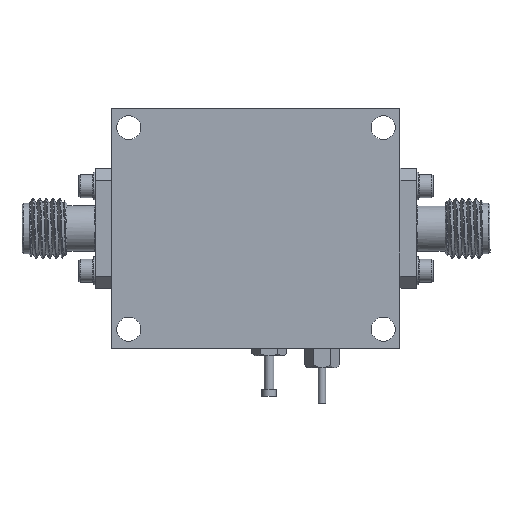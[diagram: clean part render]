
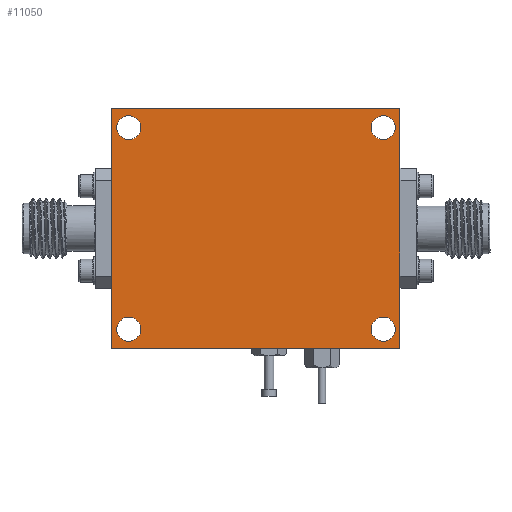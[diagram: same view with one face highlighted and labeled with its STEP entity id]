
A CAD part, front view. The second image highlights one B-rep face of the part: STEP entity #11050.
In plain terms, the highlighted planar face has unit normal (0, -1, 0).
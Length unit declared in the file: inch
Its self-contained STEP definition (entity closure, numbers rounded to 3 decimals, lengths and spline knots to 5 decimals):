
#44 = EDGE_CURVE ( 'NONE', #6610, #6610, #6717, .T. ) ;
#499 = DIRECTION ( 'NONE',  ( 0., 0., -1. ) ) ;
#913 = AXIS2_PLACEMENT_3D ( 'NONE', #3056, #13185, #13055 ) ;
#1094 = VERTEX_POINT ( 'NONE', #1440 ) ;
#1155 = AXIS2_PLACEMENT_3D ( 'NONE', #12310, #11321, #7456 ) ;
#1440 = CARTESIAN_POINT ( 'NONE',  ( -0.6, -0.2, -0.5 ) ) ;
#2010 = CIRCLE ( 'NONE', #913, 0.05 ) ;
#2038 = AXIS2_PLACEMENT_3D ( 'NONE', #10559, #9689, #9550 ) ;
#2104 = CARTESIAN_POINT ( 'NONE',  ( 0.53, -0.2, 0.47 ) ) ;
#2289 = CARTESIAN_POINT ( 'NONE',  ( -0.6, -0.2, 0.5 ) ) ;
#2360 = DIRECTION ( 'NONE',  ( 0., -1., 0. ) ) ;
#2366 = CARTESIAN_POINT ( 'NONE',  ( -0.53, -0.2, -0.37 ) ) ;
#2428 = FACE_BOUND ( 'NONE', #13151, .T. ) ;
#2630 = DIRECTION ( 'NONE',  ( 1., 0., 0. ) ) ;
#2715 = ORIENTED_EDGE ( 'NONE', *, *, #3306, .F. ) ;
#2981 = VERTEX_POINT ( 'NONE', #8461 ) ;
#3056 = CARTESIAN_POINT ( 'NONE',  ( 0.53, -0.2, 0.42 ) ) ;
#3223 = DIRECTION ( 'NONE',  ( 0., 0., 1. ) ) ;
#3306 = EDGE_CURVE ( 'NONE', #2981, #1094, #5533, .T. ) ;
#3445 = CARTESIAN_POINT ( 'NONE',  ( -0.6, -0.2, -0.5 ) ) ;
#3570 = EDGE_CURVE ( 'NONE', #1094, #13011, #12351, .T. ) ;
#3637 = FACE_BOUND ( 'NONE', #8011, .T. ) ;
#3668 = DIRECTION ( 'NONE',  ( 0., 0., 1. ) ) ;
#4181 = VERTEX_POINT ( 'NONE', #2366 ) ;
#4217 = EDGE_CURVE ( 'NONE', #13011, #8119, #7831, .T. ) ;
#4580 = PLANE ( 'NONE',  #5198 ) ;
#4985 = VECTOR ( 'NONE', #3223, 39.37008 ) ;
#5198 = AXIS2_PLACEMENT_3D ( 'NONE', #10501, #2360, #499 ) ;
#5533 = LINE ( 'NONE', #3445, #11626 ) ;
#5696 = DIRECTION ( 'NONE',  ( 0., 1., 0. ) ) ;
#5760 = CARTESIAN_POINT ( 'NONE',  ( 0.6, -0.2, 0.5 ) ) ;
#6502 = EDGE_CURVE ( 'NONE', #9116, #9116, #9273, .T. ) ;
#6563 = EDGE_LOOP ( 'NONE', ( #8587 ) ) ;
#6610 = VERTEX_POINT ( 'NONE', #12917 ) ;
#6682 = CARTESIAN_POINT ( 'NONE',  ( 0.6, -0.2, 0.5 ) ) ;
#6717 = CIRCLE ( 'NONE', #8835, 0.05 ) ;
#7048 = CARTESIAN_POINT ( 'NONE',  ( 0.53, -0.2, -0.37 ) ) ;
#7456 = DIRECTION ( 'NONE',  ( 0., 0., 1. ) ) ;
#7677 = EDGE_LOOP ( 'NONE', ( #8319, #9132, #9361, #2715 ) ) ;
#7831 = LINE ( 'NONE', #12824, #10957 ) ;
#8011 = EDGE_LOOP ( 'NONE', ( #11212 ) ) ;
#8119 = VERTEX_POINT ( 'NONE', #5760 ) ;
#8319 = ORIENTED_EDGE ( 'NONE', *, *, #8781, .F. ) ;
#8461 = CARTESIAN_POINT ( 'NONE',  ( 0.6, -0.2, -0.5 ) ) ;
#8490 = ORIENTED_EDGE ( 'NONE', *, *, #6502, .T. ) ;
#8565 = FACE_BOUND ( 'NONE', #11422, .T. ) ;
#8587 = ORIENTED_EDGE ( 'NONE', *, *, #44, .T. ) ;
#8608 = ORIENTED_EDGE ( 'NONE', *, *, #12849, .T. ) ;
#8613 = CIRCLE ( 'NONE', #1155, 0.05 ) ;
#8781 = EDGE_CURVE ( 'NONE', #8119, #2981, #12662, .T. ) ;
#8835 = AXIS2_PLACEMENT_3D ( 'NONE', #9054, #5696, #3668 ) ;
#9054 = CARTESIAN_POINT ( 'NONE',  ( -0.53, -0.2, 0.42 ) ) ;
#9116 = VERTEX_POINT ( 'NONE', #7048 ) ;
#9132 = ORIENTED_EDGE ( 'NONE', *, *, #4217, .F. ) ;
#9273 = CIRCLE ( 'NONE', #2038, 0.05 ) ;
#9361 = ORIENTED_EDGE ( 'NONE', *, *, #3570, .F. ) ;
#9506 = DIRECTION ( 'NONE',  ( -1., 0., 0. ) ) ;
#9550 = DIRECTION ( 'NONE',  ( 0., 0., 1. ) ) ;
#9564 = FACE_BOUND ( 'NONE', #6563, .T. ) ;
#9689 = DIRECTION ( 'NONE',  ( 0., 1., 0. ) ) ;
#9804 = DIRECTION ( 'NONE',  ( 0., 0., -1. ) ) ;
#10501 = CARTESIAN_POINT ( 'NONE',  ( 0., -0.2, 0. ) ) ;
#10559 = CARTESIAN_POINT ( 'NONE',  ( 0.53, -0.2, -0.42 ) ) ;
#10957 = VECTOR ( 'NONE', #2630, 39.37008 ) ;
#11014 = VECTOR ( 'NONE', #9804, 39.37008 ) ;
#11050 = ADVANCED_FACE ( 'NONE', ( #12768, #9564, #3637, #8565, #2428 ), #4580, .T. ) ;
#11212 = ORIENTED_EDGE ( 'NONE', *, *, #11713, .T. ) ;
#11321 = DIRECTION ( 'NONE',  ( 0., 1., 0. ) ) ;
#11422 = EDGE_LOOP ( 'NONE', ( #8490 ) ) ;
#11441 = VERTEX_POINT ( 'NONE', #2104 ) ;
#11519 = CARTESIAN_POINT ( 'NONE',  ( -0.6, -0.2, 0.5 ) ) ;
#11626 = VECTOR ( 'NONE', #9506, 39.37008 ) ;
#11713 = EDGE_CURVE ( 'NONE', #4181, #4181, #8613, .T. ) ;
#12310 = CARTESIAN_POINT ( 'NONE',  ( -0.53, -0.2, -0.42 ) ) ;
#12351 = LINE ( 'NONE', #2289, #4985 ) ;
#12662 = LINE ( 'NONE', #6682, #11014 ) ;
#12768 = FACE_OUTER_BOUND ( 'NONE', #7677, .T. ) ;
#12824 = CARTESIAN_POINT ( 'NONE',  ( -0.6, -0.2, 0.5 ) ) ;
#12849 = EDGE_CURVE ( 'NONE', #11441, #11441, #2010, .T. ) ;
#12917 = CARTESIAN_POINT ( 'NONE',  ( -0.53, -0.2, 0.47 ) ) ;
#13011 = VERTEX_POINT ( 'NONE', #11519 ) ;
#13055 = DIRECTION ( 'NONE',  ( 0., 0., 1. ) ) ;
#13151 = EDGE_LOOP ( 'NONE', ( #8608 ) ) ;
#13185 = DIRECTION ( 'NONE',  ( 0., 1., 0. ) ) ;
